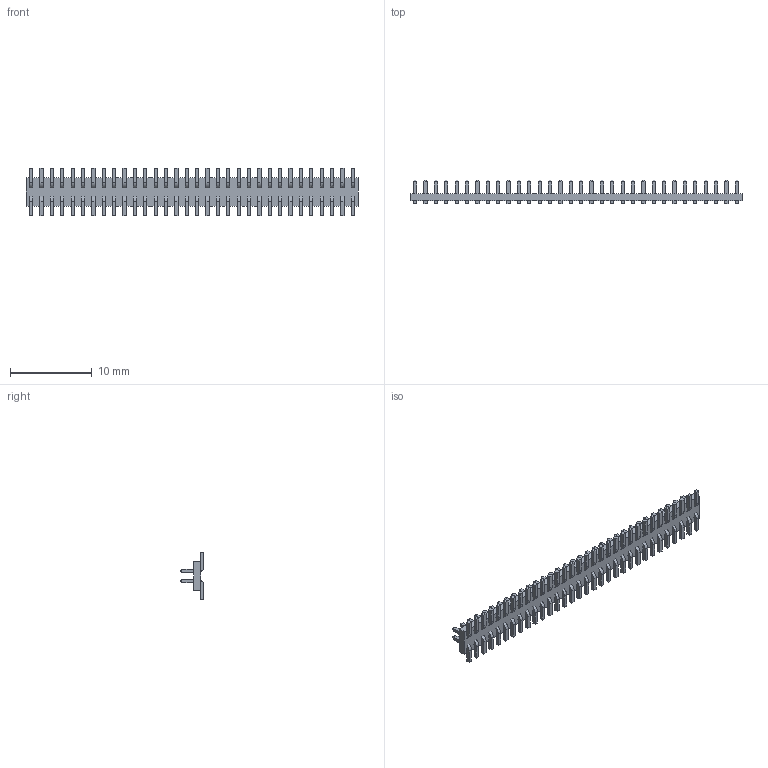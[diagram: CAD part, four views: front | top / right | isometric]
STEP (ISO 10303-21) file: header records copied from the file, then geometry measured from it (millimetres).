
FILE_DESCRIPTION( ( 'STEP AP214' ), '1' );
FILE_NAME( 'FTS-132-03-L-DV.stp', '2019-07-14T06:37:48', ( '' ), ( '' ), ' ', 'PARTsolutions', ' ' );
FILE_SCHEMA( ( 'AUTOMOTIVE_DESIGN { 1 0 10303 214 1 1 1 1 }' ) );
Length unit declared in the file: inch
Products named in the file (4): FTS-132-03-L-DV; _FTS-132-03-L-DV_body; _FTS-132-03-L-DV_pins1; _FTS-132-03-L-DV_pins2
Assembly tree (3 placements, depth 2):
  FTS-132-03-L-DV
    _FTS-132-03-L-DV_body
    _FTS-132-03-L-DV_pins1
    _FTS-132-03-L-DV_pins2
Bounding box: 40.64 x 2.92 x 5.84 mm (x, y, z)
Volume: 206.4 mm3; surface area: 1134.3 mm2
Topology: 3 solids, 3 shells, 908 faces, 2450 edges, 1548 vertices
Faces by surface type: plane 904, cylinder 4
Entity records: 35116 total; most frequent: CARTESIAN_POINT 4910, ORIENTED_EDGE 4900, DIRECTION 4530, EDGE_CURVE 2450, LINE 2194, VECTOR 2194, VERTEX_POINT 1548, AXIS2_PLACEMENT_3D 1168
